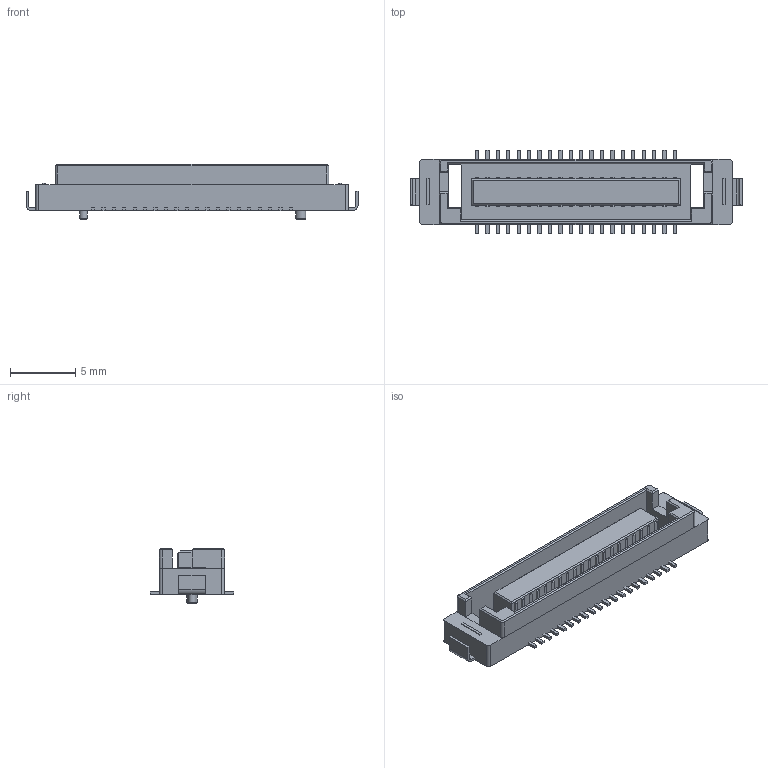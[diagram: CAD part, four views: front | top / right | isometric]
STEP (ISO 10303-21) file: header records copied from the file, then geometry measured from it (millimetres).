
FILE_DESCRIPTION(('FreeCAD Model'),'2;1');
FILE_NAME('JAE-KX14-40-K2D.stp', '2017-04-30T19:48:22',('Author'),(''), 'Open CASCADE STEP processor 6.8','FreeCAD','Unknown');
FILE_SCHEMA(('AUTOMOTIVE_DESIGN_CC2 { 1 2 10303 214 -1 1 5 4 }'));
Length unit declared in the file: millimetre
Products named in the file (4): ASSEMBLY; Array002; Array; Chamfer003
Assembly tree (3 placements, depth 2):
  ASSEMBLY
    Array002
    Array
    Chamfer003
Bounding box: 25.5 x 6.4 x 4.25 mm (x, y, z)
Volume: 252.2 mm3; surface area: 901.9 mm2
Topology: 43 solids, 43 shells, 469 faces, 1102 edges, 720 vertices
Faces by surface type: plane 449, cylinder 14, cone 6
Full cylindrical faces by diameter (mm): 0.58 x1, 0.78 x1
Entity records: 27819 total; most frequent: CARTESIAN_POINT 4631, DIRECTION 4224, LINE 3196, VECTOR 3196, ORIENTED_EDGE 2204, PCURVE 2204, DEFINITIONAL_REPRESENTATION 2204, EDGE_CURVE 1102
